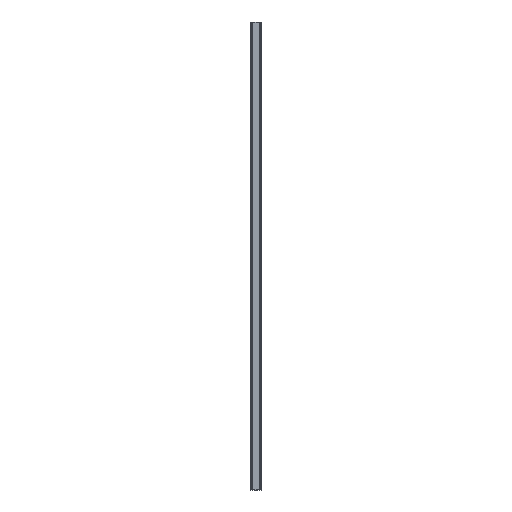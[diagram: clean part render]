
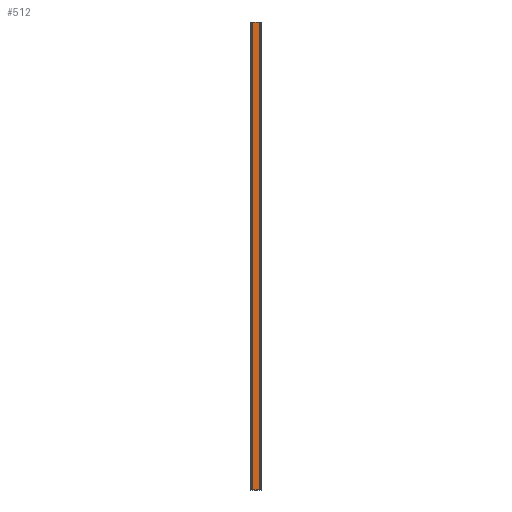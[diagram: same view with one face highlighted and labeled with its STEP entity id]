
A CAD part, top view. The second image highlights one B-rep face of the part: STEP entity #512.
In plain terms, the highlighted planar face has unit normal (0, 0, 1).
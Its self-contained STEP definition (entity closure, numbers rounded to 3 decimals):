
#512=ADVANCED_FACE('',(#1056),#1057,.T.);
#1056=FACE_OUTER_BOUND('',#1606,.T.);
#1057=PLANE('',#1607);
#1606=EDGE_LOOP('',(#3070,#3071,#3072,#3073));
#1607=AXIS2_PLACEMENT_3D('',#3074,#3075,#3076);
#3070=ORIENTED_EDGE('',*,*,#3640,.T.);
#3071=ORIENTED_EDGE('',*,*,#3766,.F.);
#3072=ORIENTED_EDGE('',*,*,#3521,.T.);
#3073=ORIENTED_EDGE('',*,*,#3764,.T.);
#3074=CARTESIAN_POINT('',(7.2,1950.0,38.));
#3075=DIRECTION('',(0.0,0.0,1.0));
#3076=DIRECTION('',(-1.0,0.0,0.0));
#3521=EDGE_CURVE('',#4308,#4306,#4309,.T.);
#3640=EDGE_CURVE('',#4501,#4499,#4502,.T.);
#3764=EDGE_CURVE('',#4306,#4501,#4640,.T.);
#3766=EDGE_CURVE('',#4308,#4499,#4642,.T.);
#4306=VERTEX_POINT('',#5385);
#4308=VERTEX_POINT('',#5388);
#4309=LINE('',#5389,#5390);
#4499=VERTEX_POINT('',#5669);
#4501=VERTEX_POINT('',#5672);
#4502=LINE('',#5673,#5674);
#4640=LINE('',#5841,#5842);
#4642=LINE('',#5844,#5845);
#5385=CARTESIAN_POINT('',(-14.4,1950.0,38.));
#5388=CARTESIAN_POINT('',(14.4,1950.0,38.));
#5389=CARTESIAN_POINT('',(14.4,1950.0,38.));
#5390=VECTOR('',#6214,1.0);
#5669=CARTESIAN_POINT('',(14.4,0.0,38.));
#5672=CARTESIAN_POINT('',(-14.4,0.0,38.));
#5673=CARTESIAN_POINT('',(0.0,0.0,38.));
#5674=VECTOR('',#6317,1.0);
#5841=CARTESIAN_POINT('',(-14.4,1950.0,38.));
#5842=VECTOR('',#6467,1.0);
#5844=CARTESIAN_POINT('',(14.4,1950.0,38.));
#5845=VECTOR('',#6468,1.0);
#6214=DIRECTION('',(-1.0,0.0,0.0));
#6317=DIRECTION('',(1.0,0.0,0.0));
#6467=DIRECTION('',(0.0,-1.0,0.0));
#6468=DIRECTION('',(0.0,-1.0,0.0));
